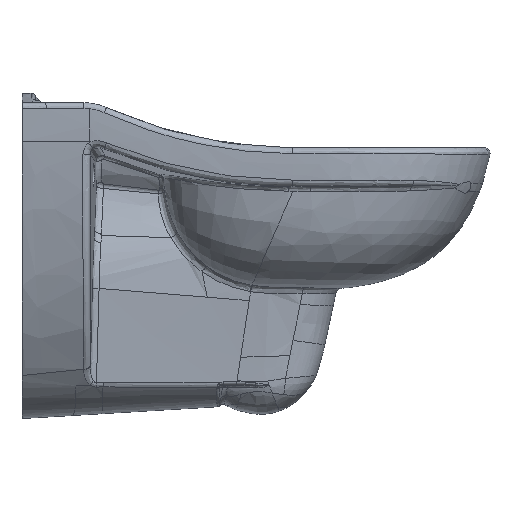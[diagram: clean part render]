
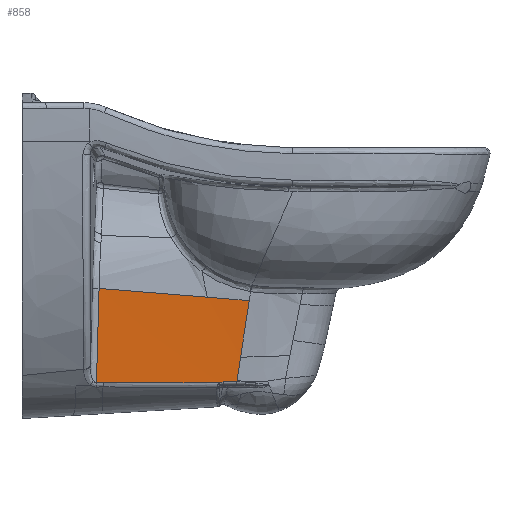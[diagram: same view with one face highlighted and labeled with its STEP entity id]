
A CAD part, left-side view. The second image highlights one B-rep face of the part: STEP entity #858.
In plain terms, the highlighted free-form (B-spline) face has degree [3, 1] with [8, 2] control points.
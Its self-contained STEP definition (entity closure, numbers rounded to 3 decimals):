
#858=ADVANCED_FACE('',(#1453),#1095,.T.);
#1095=B_SPLINE_SURFACE_WITH_KNOTS('',3,1,((#58720,#58721),(#58722,#58723),
(#58724,#58725),(#58726,#58727),(#58728,#58729),(#58730,#58731),(#58732,
#58733),(#58734,#58735)),.UNSPECIFIED.,.F.,.F.,.F.,(4,1,1,1,1,4),(2,2),
(0.,0.173,0.347,0.52,0.693,
1.),(0.,1.),.UNSPECIFIED.);
#1453=FACE_OUTER_BOUND('',#1853,.T.);
#1853=EDGE_LOOP('',(#3720,#3721,#3722,#3723,#3724,#3725,#3726,#3727,#3728,
#3729));
#3720=ORIENTED_EDGE('',*,*,#5680,.T.);
#3721=ORIENTED_EDGE('',*,*,#5683,.T.);
#3722=ORIENTED_EDGE('',*,*,#5685,.T.);
#3723=ORIENTED_EDGE('',*,*,#5721,.T.);
#3724=ORIENTED_EDGE('',*,*,#5717,.T.);
#3725=ORIENTED_EDGE('',*,*,#5690,.T.);
#3726=ORIENTED_EDGE('',*,*,#5753,.F.);
#3727=ORIENTED_EDGE('',*,*,#5754,.F.);
#3728=ORIENTED_EDGE('',*,*,#5750,.T.);
#3729=ORIENTED_EDGE('',*,*,#5686,.T.);
#4629=VERTEX_POINT('',#51843);
#4675=VERTEX_POINT('',#55893);
#4676=VERTEX_POINT('',#55920);
#4677=VERTEX_POINT('',#55942);
#4678=VERTEX_POINT('',#56028);
#4682=VERTEX_POINT('',#56207);
#4683=VERTEX_POINT('',#56213);
#4700=VERTEX_POINT('',#56768);
#4720=VERTEX_POINT('',#58687);
#4722=VERTEX_POINT('',#58715);
#5680=EDGE_CURVE('',#4676,#4629,#6615,.T.);
#5683=EDGE_CURVE('',#4629,#4677,#6617,.T.);
#5685=EDGE_CURVE('',#4677,#4678,#6619,.T.);
#5686=EDGE_CURVE('',#4675,#4676,#6620,.T.);
#5690=EDGE_CURVE('',#4683,#4682,#6624,.T.);
#5717=EDGE_CURVE('',#4700,#4683,#6641,.T.);
#5721=EDGE_CURVE('',#4678,#4700,#6644,.T.);
#5750=EDGE_CURVE('',#4720,#4675,#6670,.T.);
#5753=EDGE_CURVE('',#4722,#4682,#6673,.T.);
#5754=EDGE_CURVE('',#4720,#4722,#6674,.T.);
#6615=B_SPLINE_CURVE_WITH_KNOTS('',3,(#55916,#55917,#55918,#55919),
 .UNSPECIFIED.,.F.,.F.,(4,4),(0.,1.),.UNSPECIFIED.);
#6617=B_SPLINE_CURVE_WITH_KNOTS('',3,(#55943,#55944,#55945,#55946),
 .UNSPECIFIED.,.F.,.F.,(4,4),(0.,1.),.UNSPECIFIED.);
#6619=B_SPLINE_CURVE_WITH_KNOTS('',3,(#56029,#56030,#56031,#56032),
 .UNSPECIFIED.,.F.,.F.,(4,4),(0.,1.),.UNSPECIFIED.);
#6620=B_SPLINE_CURVE_WITH_KNOTS('',3,(#56159,#56160,#56161,#56162),
 .UNSPECIFIED.,.F.,.F.,(4,4),(0.,1.),.UNSPECIFIED.);
#6624=B_SPLINE_CURVE_WITH_KNOTS('',3,(#56208,#56209,#56210,#56211,#56212),
 .UNSPECIFIED.,.F.,.F.,(4,1,4),(0.,0.675,1.),.UNSPECIFIED.);
#6641=B_SPLINE_CURVE_WITH_KNOTS('',1,(#56766,#56767),.UNSPECIFIED.,.F.,
 .F.,(2,2),(0.,1.),.UNSPECIFIED.);
#6644=B_SPLINE_CURVE_WITH_KNOTS('',3,(#56924,#56925,#56926,#56927),
 .UNSPECIFIED.,.F.,.F.,(4,4),(0.,1.),.UNSPECIFIED.);
#6670=B_SPLINE_CURVE_WITH_KNOTS('',3,(#58683,#58684,#58685,#58686),
 .UNSPECIFIED.,.F.,.F.,(4,4),(0.,1.),.UNSPECIFIED.);
#6673=B_SPLINE_CURVE_WITH_KNOTS('',3,(#58709,#58710,#58711,#58712,#58713,
#58714),.UNSPECIFIED.,.F.,.F.,(4,2,4),(0.,0.5,1.),.UNSPECIFIED.);
#6674=B_SPLINE_CURVE_WITH_KNOTS('',3,(#58716,#58717,#58718,#58719),
 .UNSPECIFIED.,.F.,.F.,(4,4),(0.,1.),.UNSPECIFIED.);
#51843=CARTESIAN_POINT('',(-49.246,-238.104,-309.446));
#55893=CARTESIAN_POINT('',(-50.614,-218.586,-310.402));
#55916=CARTESIAN_POINT('',(-50.38,-222.899,-309.434));
#55917=CARTESIAN_POINT('',(-49.985,-228.195,-309.438));
#55918=CARTESIAN_POINT('',(-49.607,-233.262,-309.441));
#55919=CARTESIAN_POINT('',(-49.246,-238.103,-309.445));
#55920=CARTESIAN_POINT('',(-50.38,-222.899,-309.434));
#55942=CARTESIAN_POINT('',(-49.37,-238.345,-307.87));
#55943=CARTESIAN_POINT('',(-49.246,-238.103,-309.445));
#55944=CARTESIAN_POINT('',(-49.287,-238.183,-308.92));
#55945=CARTESIAN_POINT('',(-49.329,-238.264,-308.395));
#55946=CARTESIAN_POINT('',(-49.37,-238.344,-307.87));
#56028=CARTESIAN_POINT('',(-51.574,-242.296,-282.008));
#56029=CARTESIAN_POINT('',(-49.37,-238.344,-307.87));
#56030=CARTESIAN_POINT('',(-49.989,-239.536,-300.071));
#56031=CARTESIAN_POINT('',(-50.723,-240.85,-291.454));
#56032=CARTESIAN_POINT('',(-51.574,-242.295,-282.008));
#56159=CARTESIAN_POINT('',(-50.614,-218.586,-310.402));
#56160=CARTESIAN_POINT('',(-50.573,-219.913,-309.761));
#56161=CARTESIAN_POINT('',(-50.492,-221.4,-309.433));
#56162=CARTESIAN_POINT('',(-50.38,-222.899,-309.434));
#56207=CARTESIAN_POINT('',(-69.753,-85.412,-205.805));
#56208=CARTESIAN_POINT('',(-60.886,-205.351,-215.513));
#56209=CARTESIAN_POINT('',(-64.087,-162.056,-212.009));
#56210=CARTESIAN_POINT('',(-68.827,-97.933,-206.818));
#56211=CARTESIAN_POINT('',(-73.568,-33.81,-201.628));
#56212=CARTESIAN_POINT('',(-75.108,-12.982,-199.943));
#56213=CARTESIAN_POINT('',(-60.886,-205.351,-215.513));
#56766=CARTESIAN_POINT('',(-54.166,-296.238,-222.869));
#56767=CARTESIAN_POINT('',(-72.325,-50.618,-202.989));
#56768=CARTESIAN_POINT('',(-57.446,-251.886,-219.279));
#56924=CARTESIAN_POINT('',(-51.574,-242.295,-282.008));
#56925=CARTESIAN_POINT('',(-53.328,-245.274,-262.534));
#56926=CARTESIAN_POINT('',(-55.397,-248.469,-241.634));
#56927=CARTESIAN_POINT('',(-57.445,-251.886,-219.279));
#58683=CARTESIAN_POINT('',(-60.159,-90.394,-310.26));
#58684=CARTESIAN_POINT('',(-56.615,-138.151,-310.307));
#58685=CARTESIAN_POINT('',(-53.446,-180.621,-310.364));
#58686=CARTESIAN_POINT('',(-50.614,-218.586,-310.402));
#58687=CARTESIAN_POINT('',(-60.159,-90.394,-310.26));
#58709=CARTESIAN_POINT('',(-60.741,-82.533,-310.267));
#58710=CARTESIAN_POINT('',(-62.224,-83.251,-292.865));
#58711=CARTESIAN_POINT('',(-63.725,-83.768,-275.451));
#58712=CARTESIAN_POINT('',(-66.734,-84.691,-240.629));
#58713=CARTESIAN_POINT('',(-68.244,-85.078,-223.217));
#58714=CARTESIAN_POINT('',(-69.753,-85.412,-205.805));
#58715=CARTESIAN_POINT('',(-60.741,-82.534,-310.268));
#58716=CARTESIAN_POINT('',(-60.159,-90.394,-310.26));
#58717=CARTESIAN_POINT('',(-60.352,-87.792,-310.257));
#58718=CARTESIAN_POINT('',(-60.547,-85.173,-310.255));
#58719=CARTESIAN_POINT('',(-60.742,-82.536,-310.252));
#58720=CARTESIAN_POINT('',(-72.325,-50.618,-202.989));
#58721=CARTESIAN_POINT('',(-54.166,-296.238,-222.869));
#58722=CARTESIAN_POINT('',(-71.433,-50.638,-213.38));
#58723=CARTESIAN_POINT('',(-53.548,-294.213,-229.902));
#58724=CARTESIAN_POINT('',(-69.654,-50.64,-234.162));
#58725=CARTESIAN_POINT('',(-52.264,-290.162,-243.963));
#58726=CARTESIAN_POINT('',(-66.997,-50.501,-265.333));
#58727=CARTESIAN_POINT('',(-50.319,-284.087,-265.053));
#58728=CARTESIAN_POINT('',(-64.338,-50.166,-296.499));
#58729=CARTESIAN_POINT('',(-48.477,-278.009,-286.151));
#58730=CARTESIAN_POINT('',(-60.982,-49.415,-335.664));
#58731=CARTESIAN_POINT('',(-46.449,-270.364,-312.692));
#58732=CARTESIAN_POINT('',(-58.545,-47.452,-364.376));
#58733=CARTESIAN_POINT('',(-45.406,-264.737,-332.227));
#58734=CARTESIAN_POINT('',(-56.993,-45.941,-382.714));
#58735=CARTESIAN_POINT('',(-44.822,-261.139,-344.718));
